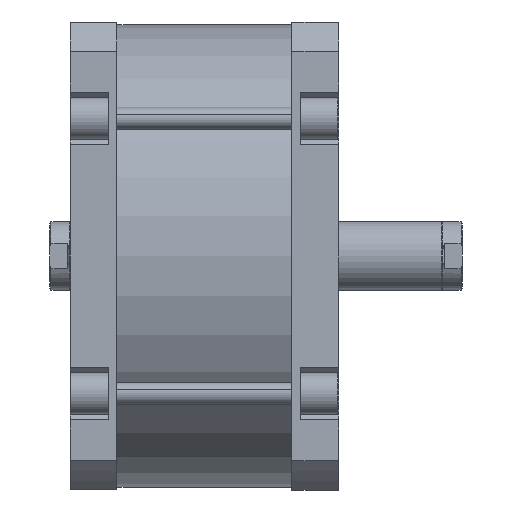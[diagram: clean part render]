
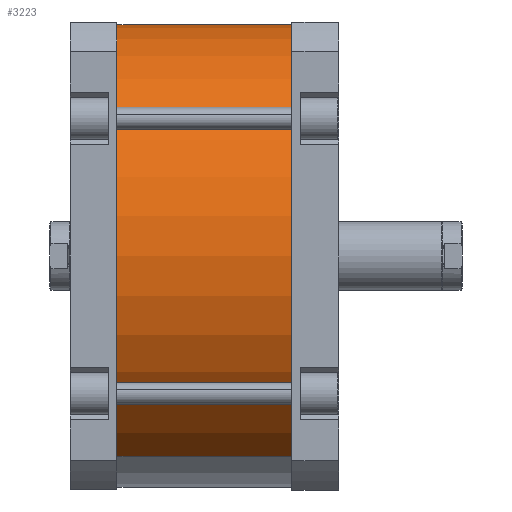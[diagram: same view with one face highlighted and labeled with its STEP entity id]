
A CAD part, front view. The second image highlights one B-rep face of the part: STEP entity #3223.
In plain terms, the highlighted cylindrical face has radius 168 mm (diameter 336 mm), a partial arc.
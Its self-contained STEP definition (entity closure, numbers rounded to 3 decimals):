
#134 = ORIENTED_EDGE ( 'NONE', *, *, #2275, .F. ) ;
#135 = ORIENTED_EDGE ( 'NONE', *, *, #2268, .T. ) ;
#137 = ORIENTED_EDGE ( 'NONE', *, *, #2270, .F. ) ;
#146 = ORIENTED_EDGE ( 'NONE', *, *, #2260, .T. ) ;
#173 = EDGE_LOOP ( 'NONE', ( #134, #137, #146, #135 ) ) ;
#773 = AXIS2_PLACEMENT_3D ( 'NONE', #1719, #1718, #1717 ) ;
#1249 = FACE_OUTER_BOUND ( 'NONE', #173, .T. ) ;
#1252 = CYLINDRICAL_SURFACE ( 'NONE', #773, 168. ) ;
#1717 = DIRECTION ( 'NONE',  ( -1., 0., 0. ) ) ;
#1718 = DIRECTION ( 'NONE',  ( 0., 0., -1. ) ) ;
#1719 = CARTESIAN_POINT ( 'NONE',  ( 0., 0., 127. ) ) ;
#1859 = CARTESIAN_POINT ( 'NONE',  ( 168., 0., 127. ) ) ;
#2112 = CARTESIAN_POINT ( 'NONE',  ( 168., 0., 0. ) ) ;
#2113 = CARTESIAN_POINT ( 'NONE',  ( -168., 0., 127. ) ) ;
#2114 = CARTESIAN_POINT ( 'NONE',  ( -168., 0., 0. ) ) ;
#2260 = EDGE_CURVE ( 'NONE', #5857, #5858, #3747, .T. ) ;
#2268 = EDGE_CURVE ( 'NONE', #5858, #5856, #3760, .T. ) ;
#2270 = EDGE_CURVE ( 'NONE', #5857, #5604, #3763, .T. ) ;
#2275 = EDGE_CURVE ( 'NONE', #5604, #5856, #3767, .T. ) ;
#2720 = AXIS2_PLACEMENT_3D ( 'NONE', #5945, #5946, #5947 ) ;
#2724 = AXIS2_PLACEMENT_3D ( 'NONE', #5938, #5940, #5941 ) ;
#3223 = ADVANCED_FACE ( 'NONE', ( #1249 ), #1252, .T. ) ;
#3746 = VECTOR ( 'NONE', #5920, 1000. ) ;
#3747 = LINE ( 'NONE', #5917, #3746 ) ;
#3760 = CIRCLE ( 'NONE', #2724, 168. ) ;
#3763 = CIRCLE ( 'NONE', #2720, 168. ) ;
#3767 = LINE ( 'NONE', #5950, #3769 ) ;
#3769 = VECTOR ( 'NONE', #5960, 1000. ) ;
#5604 = VERTEX_POINT ( 'NONE', #1859 ) ;
#5856 = VERTEX_POINT ( 'NONE', #2112 ) ;
#5857 = VERTEX_POINT ( 'NONE', #2113 ) ;
#5858 = VERTEX_POINT ( 'NONE', #2114 ) ;
#5917 = CARTESIAN_POINT ( 'NONE',  ( -168., 0., 127. ) ) ;
#5920 = DIRECTION ( 'NONE',  ( 0., 0., -1. ) ) ;
#5938 = CARTESIAN_POINT ( 'NONE',  ( 0., 0., 0. ) ) ;
#5940 = DIRECTION ( 'NONE',  ( 0., 0., 1. ) ) ;
#5941 = DIRECTION ( 'NONE',  ( 1., 0., 0. ) ) ;
#5945 = CARTESIAN_POINT ( 'NONE',  ( 0., 0., 127. ) ) ;
#5946 = DIRECTION ( 'NONE',  ( 0., 0., 1. ) ) ;
#5947 = DIRECTION ( 'NONE',  ( 1., 0., 0. ) ) ;
#5950 = CARTESIAN_POINT ( 'NONE',  ( 168., 0., 127. ) ) ;
#5960 = DIRECTION ( 'NONE',  ( 0., 0., -1. ) ) ;
